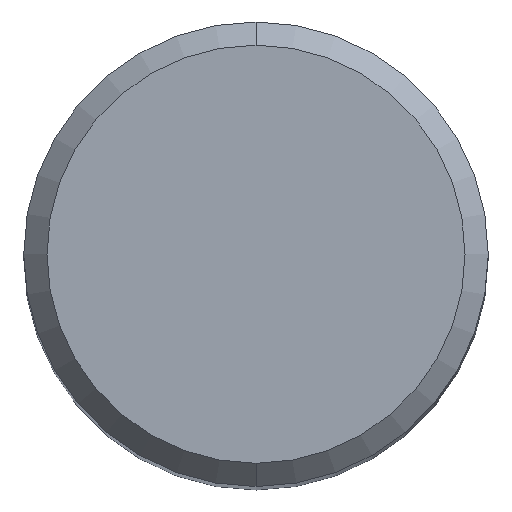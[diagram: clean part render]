
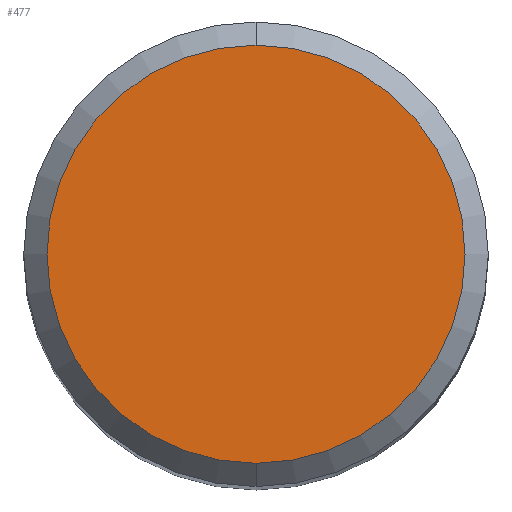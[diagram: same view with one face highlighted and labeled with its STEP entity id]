
A CAD part, top view. The second image highlights one B-rep face of the part: STEP entity #477.
In plain terms, the highlighted planar face has unit normal (0, 0, 1).
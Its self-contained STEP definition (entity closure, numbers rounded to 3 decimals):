
#443=VERTEX_POINT('',#1051);
#477=ADVANCED_FACE('',(#1087),#1088,.T.);
#789=VERTEX_POINT('',#1431);
#855=EDGE_CURVE('',#789,#443,#1501,.T.);
#883=EDGE_CURVE('',#443,#789,#1530,.T.);
#1051=CARTESIAN_POINT('',(0.0,7.2,0.0));
#1087=FACE_OUTER_BOUND('',#3380,.T.);
#1088=PLANE('',#3381);
#1431=CARTESIAN_POINT('',(0.,-7.2,0.0));
#1501=CIRCLE('',#7744,7.2);
#1530=CIRCLE('',#7952,7.2);
#3380=EDGE_LOOP('',(#9369,#9370));
#3381=AXIS2_PLACEMENT_3D('',#9371,#9372,#9373);
#7744=AXIS2_PLACEMENT_3D('',#9804,#9805,#9806);
#7952=AXIS2_PLACEMENT_3D('',#9817,#9818,#9819);
#9369=ORIENTED_EDGE('',*,*,#883,.F.);
#9370=ORIENTED_EDGE('',*,*,#855,.F.);
#9371=CARTESIAN_POINT('',(0.0,3.6,0.0));
#9372=DIRECTION('',(-0.0,0.0,1.0));
#9373=DIRECTION('',(0.0,-1.0,0.0));
#9804=CARTESIAN_POINT('',(0.0,0.0,0.0));
#9805=DIRECTION('',(0.0,0.0,-1.0));
#9806=DIRECTION('',(0.0,1.0,0.0));
#9817=CARTESIAN_POINT('',(0.0,0.0,0.0));
#9818=DIRECTION('',(0.0,0.0,-1.0));
#9819=DIRECTION('',(0.0,1.0,0.0));
